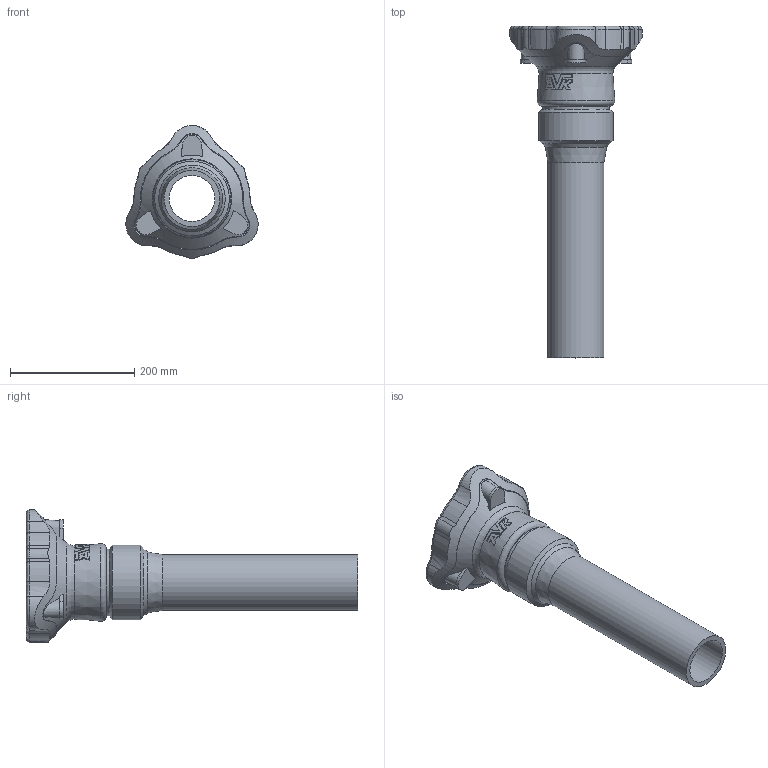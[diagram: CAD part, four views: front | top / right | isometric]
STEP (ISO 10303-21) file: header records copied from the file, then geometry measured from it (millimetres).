
FILE_DESCRIPTION (( 'STEP AP203' ), '1' );
FILE_NAME ('O_635_DN080_090mm_AA1_step.step', '2016-10-13T07:37:39', ( 'Windows User' ), ( 'AVK' ), 'SwSTEP 2.0', 'SolidWorks 2012', '' );
FILE_SCHEMA (( 'CONFIG_CONTROL_DESIGN' ));
Length unit declared in the file: millimetre
Products named in the file (1): O_635_DN080_090mm_AA1_step
Bounding box: 212.63 x 533.51 x 213.85 mm (x, y, z)
Volume: 3051229.5 mm3; surface area: 352787.6 mm2
Topology: 1 solids, 1 shells, 265 faces, 724 edges, 473 vertices
Faces by surface type: bspline 118, plane 89, cylinder 46, cone 10, torus 2
Full cylindrical faces by diameter (mm): 73.6 x1, 90 x1, 107 x1, 120 x1
Entity records: 12442 total; most frequent: CARTESIAN_POINT 7101, ORIENTED_EDGE 1408, EDGE_CURVE 704, DIRECTION 684, VERTEX_POINT 466, EDGE_LOOP 292, FACE_OUTER_BOUND 272, LINE 266
